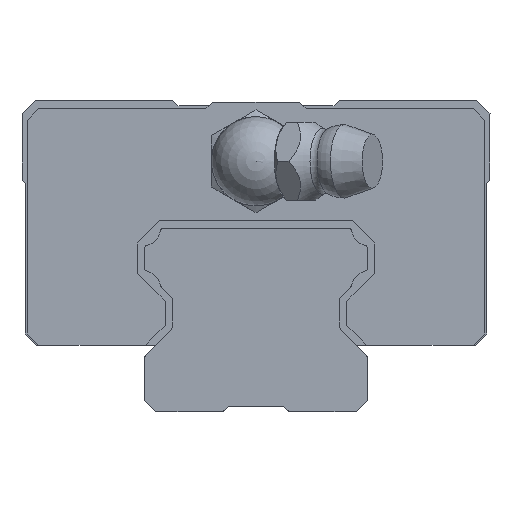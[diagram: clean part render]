
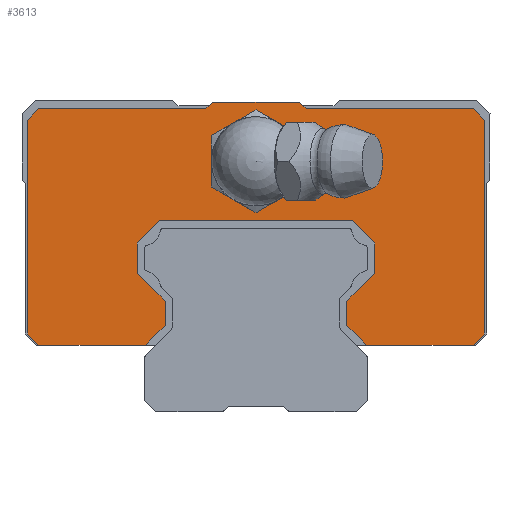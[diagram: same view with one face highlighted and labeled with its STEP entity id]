
A CAD part, front view. The second image highlights one B-rep face of the part: STEP entity #3613.
In plain terms, the highlighted planar face has unit normal (0, -1, 0).
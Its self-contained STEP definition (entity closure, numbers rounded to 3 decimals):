
#125=CIRCLE('',#4722,3.);
#698=ORIENTED_EDGE('',*,*,#1575,.F.);
#699=ORIENTED_EDGE('',*,*,#1576,.F.);
#700=ORIENTED_EDGE('',*,*,#1577,.F.);
#701=ORIENTED_EDGE('',*,*,#1578,.F.);
#702=ORIENTED_EDGE('',*,*,#1579,.F.);
#703=ORIENTED_EDGE('',*,*,#1580,.F.);
#704=ORIENTED_EDGE('',*,*,#1581,.F.);
#705=ORIENTED_EDGE('',*,*,#1582,.F.);
#706=ORIENTED_EDGE('',*,*,#1583,.F.);
#707=ORIENTED_EDGE('',*,*,#1584,.F.);
#708=ORIENTED_EDGE('',*,*,#1585,.F.);
#709=ORIENTED_EDGE('',*,*,#1586,.F.);
#710=ORIENTED_EDGE('',*,*,#1587,.F.);
#711=ORIENTED_EDGE('',*,*,#1588,.F.);
#712=ORIENTED_EDGE('',*,*,#1589,.F.);
#713=ORIENTED_EDGE('',*,*,#1590,.F.);
#714=ORIENTED_EDGE('',*,*,#1591,.F.);
#715=ORIENTED_EDGE('',*,*,#1592,.F.);
#716=ORIENTED_EDGE('',*,*,#1593,.F.);
#717=ORIENTED_EDGE('',*,*,#1594,.F.);
#718=ORIENTED_EDGE('',*,*,#1595,.F.);
#719=ORIENTED_EDGE('',*,*,#1596,.F.);
#720=ORIENTED_EDGE('',*,*,#1597,.F.);
#721=ORIENTED_EDGE('',*,*,#1598,.F.);
#722=ORIENTED_EDGE('',*,*,#1599,.T.);
#1575=EDGE_CURVE('',#2043,#2044,#2360,.T.);
#1576=EDGE_CURVE('',#2045,#2043,#2361,.T.);
#1577=EDGE_CURVE('',#2046,#2045,#2362,.T.);
#1578=EDGE_CURVE('',#2047,#2046,#2363,.T.);
#1579=EDGE_CURVE('',#2048,#2047,#2364,.T.);
#1580=EDGE_CURVE('',#2049,#2048,#2365,.T.);
#1581=EDGE_CURVE('',#2050,#2049,#2366,.T.);
#1582=EDGE_CURVE('',#2051,#2050,#2367,.T.);
#1583=EDGE_CURVE('',#2052,#2051,#2368,.T.);
#1584=EDGE_CURVE('',#2053,#2052,#2369,.T.);
#1585=EDGE_CURVE('',#2054,#2053,#2370,.T.);
#1586=EDGE_CURVE('',#2055,#2054,#2371,.T.);
#1587=EDGE_CURVE('',#2056,#2055,#2372,.T.);
#1588=EDGE_CURVE('',#2057,#2056,#2373,.T.);
#1589=EDGE_CURVE('',#2058,#2057,#2374,.T.);
#1590=EDGE_CURVE('',#2059,#2058,#2375,.T.);
#1591=EDGE_CURVE('',#2060,#2059,#2376,.T.);
#1592=EDGE_CURVE('',#2061,#2060,#2377,.T.);
#1593=EDGE_CURVE('',#2062,#2061,#2378,.T.);
#1594=EDGE_CURVE('',#2063,#2062,#2379,.T.);
#1595=EDGE_CURVE('',#2064,#2063,#2380,.T.);
#1596=EDGE_CURVE('',#2065,#2064,#2381,.T.);
#1597=EDGE_CURVE('',#2066,#2065,#2382,.T.);
#1598=EDGE_CURVE('',#2044,#2066,#2383,.T.);
#1599=EDGE_CURVE('',#2067,#2067,#125,.T.);
#2043=VERTEX_POINT('',#6500);
#2044=VERTEX_POINT('',#6501);
#2045=VERTEX_POINT('',#6503);
#2046=VERTEX_POINT('',#6505);
#2047=VERTEX_POINT('',#6507);
#2048=VERTEX_POINT('',#6509);
#2049=VERTEX_POINT('',#6511);
#2050=VERTEX_POINT('',#6513);
#2051=VERTEX_POINT('',#6515);
#2052=VERTEX_POINT('',#6517);
#2053=VERTEX_POINT('',#6519);
#2054=VERTEX_POINT('',#6521);
#2055=VERTEX_POINT('',#6523);
#2056=VERTEX_POINT('',#6525);
#2057=VERTEX_POINT('',#6527);
#2058=VERTEX_POINT('',#6529);
#2059=VERTEX_POINT('',#6531);
#2060=VERTEX_POINT('',#6533);
#2061=VERTEX_POINT('',#6535);
#2062=VERTEX_POINT('',#6537);
#2063=VERTEX_POINT('',#6539);
#2064=VERTEX_POINT('',#6541);
#2065=VERTEX_POINT('',#6543);
#2066=VERTEX_POINT('',#6545);
#2067=VERTEX_POINT('',#6548);
#2360=LINE('',#6499,#2716);
#2361=LINE('',#6502,#2717);
#2362=LINE('',#6504,#2718);
#2363=LINE('',#6506,#2719);
#2364=LINE('',#6508,#2720);
#2365=LINE('',#6510,#2721);
#2366=LINE('',#6512,#2722);
#2367=LINE('',#6514,#2723);
#2368=LINE('',#6516,#2724);
#2369=LINE('',#6518,#2725);
#2370=LINE('',#6520,#2726);
#2371=LINE('',#6522,#2727);
#2372=LINE('',#6524,#2728);
#2373=LINE('',#6526,#2729);
#2374=LINE('',#6528,#2730);
#2375=LINE('',#6530,#2731);
#2376=LINE('',#6532,#2732);
#2377=LINE('',#6534,#2733);
#2378=LINE('',#6536,#2734);
#2379=LINE('',#6538,#2735);
#2380=LINE('',#6540,#2736);
#2381=LINE('',#6542,#2737);
#2382=LINE('',#6544,#2738);
#2383=LINE('',#6546,#2739);
#2716=VECTOR('',#5371,1000.);
#2717=VECTOR('',#5372,1000.);
#2718=VECTOR('',#5373,1000.);
#2719=VECTOR('',#5374,1000.);
#2720=VECTOR('',#5375,1000.);
#2721=VECTOR('',#5376,1000.);
#2722=VECTOR('',#5377,1000.);
#2723=VECTOR('',#5378,1000.);
#2724=VECTOR('',#5379,1000.);
#2725=VECTOR('',#5380,1000.);
#2726=VECTOR('',#5381,1000.);
#2727=VECTOR('',#5382,1000.);
#2728=VECTOR('',#5383,1000.);
#2729=VECTOR('',#5384,1000.);
#2730=VECTOR('',#5385,1000.);
#2731=VECTOR('',#5386,1000.);
#2732=VECTOR('',#5387,1000.);
#2733=VECTOR('',#5388,1000.);
#2734=VECTOR('',#5389,1000.);
#2735=VECTOR('',#5390,1000.);
#2736=VECTOR('',#5391,1000.);
#2737=VECTOR('',#5392,1000.);
#2738=VECTOR('',#5393,1000.);
#2739=VECTOR('',#5394,1000.);
#3000=EDGE_LOOP('',(#698,#699,#700,#701,#702,#703,#704,#705,#706,#707,#708,
#709,#710,#711,#712,#713,#714,#715,#716,#717,#718,#719,#720,#721));
#3001=EDGE_LOOP('',(#722));
#3245=FACE_BOUND('',#3000,.T.);
#3246=FACE_BOUND('',#3001,.T.);
#3447=PLANE('',#4721);
#3613=ADVANCED_FACE('',(#3245,#3246),#3447,.F.);
#4721=AXIS2_PLACEMENT_3D('',#6498,#5369,#5370);
#4722=AXIS2_PLACEMENT_3D('',#6547,#5395,#5396);
#5369=DIRECTION('',(0.,1.,0.));
#5370=DIRECTION('',(0.,0.,1.));
#5371=DIRECTION('',(0.707,0.,0.707));
#5372=DIRECTION('',(1.,0.,0.));
#5373=DIRECTION('',(0.707,0.,0.707));
#5374=DIRECTION('',(0.,0.,1.));
#5375=DIRECTION('',(-0.707,0.,0.707));
#5376=DIRECTION('',(-1.,0.,0.));
#5377=DIRECTION('',(-0.707,0.,-0.707));
#5378=DIRECTION('',(0.,0.,-1.));
#5379=DIRECTION('',(0.707,0.,-0.707));
#5380=DIRECTION('',(0.,0.,-1.));
#5381=DIRECTION('',(-0.707,0.,-0.707));
#5382=DIRECTION('',(-1.,0.,0.));
#5383=DIRECTION('',(-0.707,0.,0.707));
#5384=DIRECTION('',(0.,0.,1.));
#5385=DIRECTION('',(0.707,0.,0.707));
#5386=DIRECTION('',(0.,0.,1.));
#5387=DIRECTION('',(-0.707,0.,0.707));
#5388=DIRECTION('',(-1.,0.,0.));
#5389=DIRECTION('',(-0.707,0.,-0.707));
#5390=DIRECTION('',(0.,0.,-1.));
#5391=DIRECTION('',(0.707,0.,-0.707));
#5392=DIRECTION('',(1.,0.,0.));
#5393=DIRECTION('',(0.707,0.,-0.707));
#5394=DIRECTION('',(1.,0.,0.));
#5395=DIRECTION('',(0.,1.,0.));
#5396=DIRECTION('',(1.,0.,0.));
#6498=CARTESIAN_POINT('',(0.,-23.9,31.7));
#6499=CARTESIAN_POINT('',(-4.5,-23.9,27.2));
#6500=CARTESIAN_POINT('',(-4.5,-23.9,27.2));
#6501=CARTESIAN_POINT('',(-3.9,-23.9,27.8));
#6502=CARTESIAN_POINT('',(-19.5,-23.9,27.2));
#6503=CARTESIAN_POINT('',(-19.5,-23.9,27.2));
#6504=CARTESIAN_POINT('',(-20.5,-23.9,26.2));
#6505=CARTESIAN_POINT('',(-20.5,-23.9,26.2));
#6506=CARTESIAN_POINT('',(-20.5,-23.9,7.));
#6507=CARTESIAN_POINT('',(-20.5,-23.9,7.));
#6508=CARTESIAN_POINT('',(-19.5,-23.9,6.));
#6509=CARTESIAN_POINT('',(-19.5,-23.9,6.));
#6510=CARTESIAN_POINT('',(-19.5,-23.9,6.));
#6511=CARTESIAN_POINT('',(-9.919,-23.9,6.));
#6512=CARTESIAN_POINT('',(-9.919,-23.9,6.));
#6513=CARTESIAN_POINT('',(-8.15,-23.9,7.769));
#6514=CARTESIAN_POINT('',(-8.15,-23.9,7.769));
#6515=CARTESIAN_POINT('',(-8.15,-23.9,9.952));
#6516=CARTESIAN_POINT('',(-8.15,-23.9,9.952));
#6517=CARTESIAN_POINT('',(-10.65,-23.9,12.452));
#6518=CARTESIAN_POINT('',(-10.65,-23.9,12.452));
#6519=CARTESIAN_POINT('',(-10.65,-23.9,15.167));
#6520=CARTESIAN_POINT('',(-8.667,-23.9,17.15));
#6521=CARTESIAN_POINT('',(-8.667,-23.9,17.15));
#6522=CARTESIAN_POINT('',(-8.667,-23.9,17.15));
#6523=CARTESIAN_POINT('',(8.667,-23.9,17.15));
#6524=CARTESIAN_POINT('',(8.667,-23.9,17.15));
#6525=CARTESIAN_POINT('',(10.65,-23.9,15.167));
#6526=CARTESIAN_POINT('',(10.65,-23.9,15.167));
#6527=CARTESIAN_POINT('',(10.65,-23.9,12.452));
#6528=CARTESIAN_POINT('',(10.65,-23.9,12.452));
#6529=CARTESIAN_POINT('',(8.15,-23.9,9.952));
#6530=CARTESIAN_POINT('',(8.15,-23.9,9.952));
#6531=CARTESIAN_POINT('',(8.15,-23.9,7.769));
#6532=CARTESIAN_POINT('',(8.15,-23.9,7.769));
#6533=CARTESIAN_POINT('',(9.919,-23.9,6.));
#6534=CARTESIAN_POINT('',(19.5,-23.9,6.));
#6535=CARTESIAN_POINT('',(19.5,-23.9,6.));
#6536=CARTESIAN_POINT('',(19.5,-23.9,6.));
#6537=CARTESIAN_POINT('',(20.5,-23.9,7.));
#6538=CARTESIAN_POINT('',(20.5,-23.9,7.));
#6539=CARTESIAN_POINT('',(20.5,-23.9,26.2));
#6540=CARTESIAN_POINT('',(20.5,-23.9,26.2));
#6541=CARTESIAN_POINT('',(19.5,-23.9,27.2));
#6542=CARTESIAN_POINT('',(4.5,-23.9,27.2));
#6543=CARTESIAN_POINT('',(4.5,-23.9,27.2));
#6544=CARTESIAN_POINT('',(4.5,-23.9,27.2));
#6545=CARTESIAN_POINT('',(3.9,-23.9,27.8));
#6546=CARTESIAN_POINT('',(-3.9,-23.9,27.8));
#6547=CARTESIAN_POINT('',(0.,-23.9,22.5));
#6548=CARTESIAN_POINT('',(3.,-23.9,22.5));
